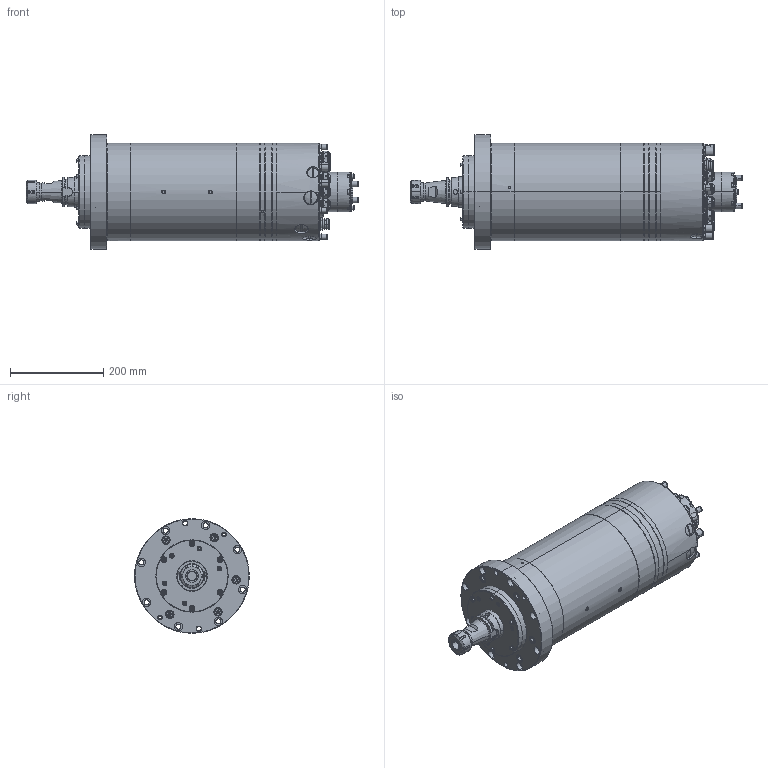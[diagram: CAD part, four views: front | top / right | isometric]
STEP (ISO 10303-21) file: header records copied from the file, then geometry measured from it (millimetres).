
FILE_DESCRIPTION (( 'STEP AP203' ), '1' );
FILE_NAME ('210A20FHK-00-.STEP', '2015-10-23T04:24:22', ( '' ), ( '' ), 'SwSTEP 2.0', 'SolidWorks 2014', '' );
FILE_SCHEMA (( 'CONFIG_CONTROL_DESIGN' ));
Length unit declared in the file: millimetre
Products named in the file (1): 210A20FHK-00-
Bounding box: 712.13 x 246 x 246 mm (x, y, z)
Surface area: 597268 mm2 (no closed solid volume)
Topology: 0 solids, 163 shells, 1647 faces, 4839 edges, 3343 vertices
Faces by surface type: cylinder 704, plane 619, cone 151, torus 137, sphere 24, bspline 12
Entity records: 57935 total; most frequent: CARTESIAN_POINT 13211, DIRECTION 10226, ORIENTED_EDGE 7858, EDGE_CURVE 4777, AXIS2_PLACEMENT_3D 4038, VERTEX_POINT 3323, CIRCLE 2402, LINE 2150
